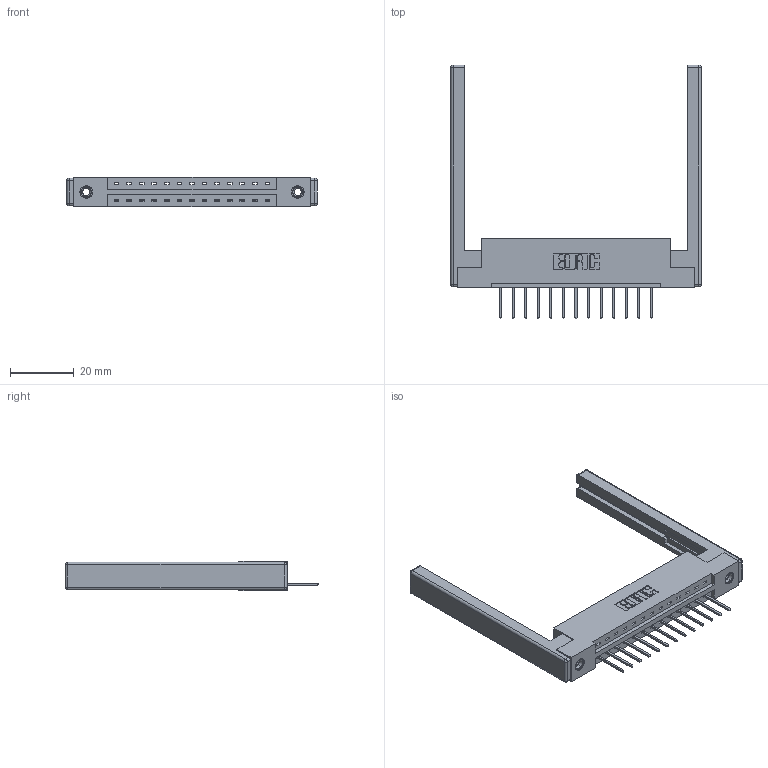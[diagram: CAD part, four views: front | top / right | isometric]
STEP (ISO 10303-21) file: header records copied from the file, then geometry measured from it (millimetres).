
FILE_DESCRIPTION (( 'STEP AP203' ), '1' );
FILE_NAME ('337-013-523-168.STEP', '2019-09-28T01:41:05', ( '' ), ( '' ), 'SwSTEP 2.0', 'SolidWorks 2016', '' );
FILE_SCHEMA (( 'CONFIG_CONTROL_DESIGN' ));
Length unit declared in the file: inch
Products named in the file (5): 337-013-523-168; 345-250-001_345-250-001-102; 307-220-068; 345-292-001_345-293-123; 337 Part_Flush Mounting Lugs - 0.156 Dia-TI
Assembly tree (18 placements, depth 2):
  337-013-523-168
    337 Part_Flush Mounting Lugs - 0.156 Dia-TI
    345-292-001_345-293-123  x13
    345-250-001_345-250-001-102  x2
    307-220-068  x2
Bounding box: 78.94 x 79.89 x 9.4 mm (x, y, z)
Volume: 12228.1 mm3; surface area: 12041.5 mm2
Topology: 18 solids, 18 shells, 1074 faces, 3145 edges, 2058 vertices
Faces by surface type: plane 756, cylinder 294, cone 12, sphere 8, torus 4
Entity records: 16192 total; most frequent: CARTESIAN_POINT 2774, ORIENTED_EDGE 2712, DIRECTION 2468, EDGE_CURVE 1356, VECTOR 1178, LINE 1178, VERTEX_POINT 894, AXIS2_PLACEMENT_3D 645
